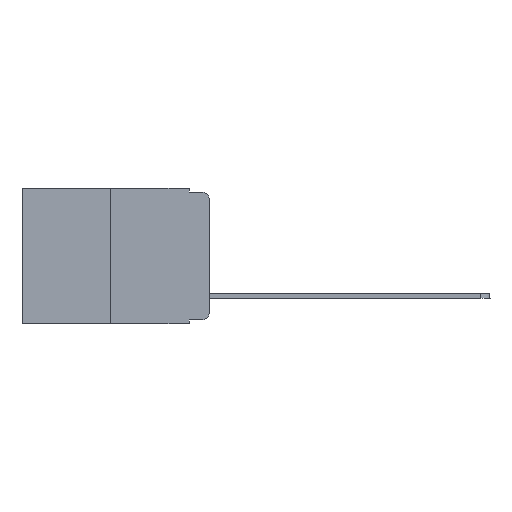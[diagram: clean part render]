
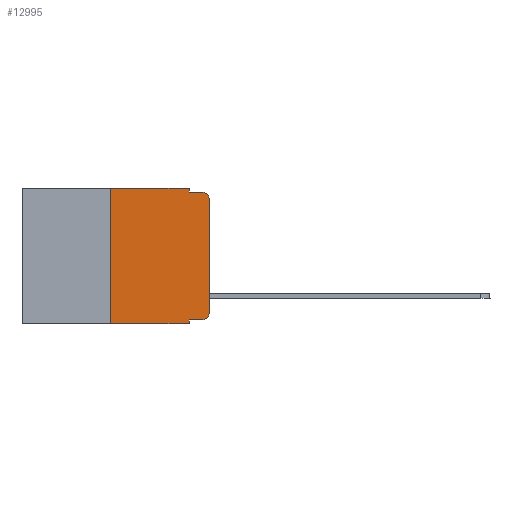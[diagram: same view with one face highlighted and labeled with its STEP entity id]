
A CAD part, left-side view. The second image highlights one B-rep face of the part: STEP entity #12995.
In plain terms, the highlighted planar face has unit normal (-1, 0, 0).
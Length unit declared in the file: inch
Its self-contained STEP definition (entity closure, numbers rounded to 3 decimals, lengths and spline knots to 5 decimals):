
#1052 = DIRECTION ( 'NONE',  ( 0., 0., -1. ) ) ;
#1186 = CIRCLE ( 'NONE', #8844, 0.02 ) ;
#1204 = DIRECTION ( 'NONE',  ( 0., 0., -1. ) ) ;
#1485 = ORIENTED_EDGE ( 'NONE', *, *, #13822, .T. ) ;
#1590 = VECTOR ( 'NONE', #5942, 39.37008 ) ;
#1663 = LINE ( 'NONE', #9556, #15870 ) ;
#1825 = ORIENTED_EDGE ( 'NONE', *, *, #3573, .T. ) ;
#2874 = DIRECTION ( 'NONE',  ( -1., 0., 0. ) ) ;
#3084 = LINE ( 'NONE', #15830, #21783 ) ;
#3573 = EDGE_CURVE ( 'NONE', #8621, #21115, #8364, .T. ) ;
#4240 = ORIENTED_EDGE ( 'NONE', *, *, #6049, .F. ) ;
#4550 = EDGE_CURVE ( 'NONE', #16488, #13493, #1663, .T. ) ;
#4695 = EDGE_CURVE ( 'NONE', #19076, #23444, #3084, .T. ) ;
#4787 = LINE ( 'NONE', #11935, #10750 ) ;
#5656 = ORIENTED_EDGE ( 'NONE', *, *, #5671, .F. ) ;
#5671 = EDGE_CURVE ( 'NONE', #18775, #8585, #6702, .T. ) ;
#5942 = DIRECTION ( 'NONE',  ( 0., -1., 0. ) ) ;
#6049 = EDGE_CURVE ( 'NONE', #23444, #18775, #9516, .T. ) ;
#6702 = LINE ( 'NONE', #7419, #1590 ) ;
#6774 = CARTESIAN_POINT ( 'NONE',  ( 0., 0.051, 0. ) ) ;
#6817 = CIRCLE ( 'NONE', #17704, 0.02 ) ;
#6828 = CARTESIAN_POINT ( 'NONE',  ( 0., 0., 0. ) ) ;
#7097 = CARTESIAN_POINT ( 'NONE',  ( 0., 0., -0.03 ) ) ;
#7419 = CARTESIAN_POINT ( 'NONE',  ( 0., 0.051, -0.01 ) ) ;
#7461 = DIRECTION ( 'NONE',  ( 0., 0., -1. ) ) ;
#7607 = ORIENTED_EDGE ( 'NONE', *, *, #21794, .T. ) ;
#8139 = LINE ( 'NONE', #18786, #10713 ) ;
#8364 = LINE ( 'NONE', #6828, #18573 ) ;
#8438 = CARTESIAN_POINT ( 'NONE',  ( 0., 0.051, -0.343 ) ) ;
#8585 = VERTEX_POINT ( 'NONE', #21609 ) ;
#8601 = VECTOR ( 'NONE', #17727, 39.37008 ) ;
#8608 = EDGE_CURVE ( 'NONE', #13493, #8621, #6817, .T. ) ;
#8621 = VERTEX_POINT ( 'NONE', #11914 ) ;
#8844 = AXIS2_PLACEMENT_3D ( 'NONE', #15758, #11778, #1204 ) ;
#9301 = CARTESIAN_POINT ( 'NONE',  ( 0., 0.051, -0.333 ) ) ;
#9322 = CARTESIAN_POINT ( 'NONE',  ( 0., 0.02, -0.333 ) ) ;
#9516 = LINE ( 'NONE', #6774, #13209 ) ;
#9556 = CARTESIAN_POINT ( 'NONE',  ( 0., 0.051, -0.333 ) ) ;
#10293 = ORIENTED_EDGE ( 'NONE', *, *, #4695, .F. ) ;
#10713 = VECTOR ( 'NONE', #16971, 39.37008 ) ;
#10750 = VECTOR ( 'NONE', #1052, 39.37008 ) ;
#11522 = ORIENTED_EDGE ( 'NONE', *, *, #22401, .F. ) ;
#11778 = DIRECTION ( 'NONE',  ( -1., 0., 0. ) ) ;
#11848 = DIRECTION ( 'NONE',  ( 0., -1., 0. ) ) ;
#11914 = CARTESIAN_POINT ( 'NONE',  ( 0., 0., -0.313 ) ) ;
#11935 = CARTESIAN_POINT ( 'NONE',  ( 0., 0.051, 0. ) ) ;
#12223 = AXIS2_PLACEMENT_3D ( 'NONE', #14782, #18169, #7461 ) ;
#12346 = DIRECTION ( 'NONE',  ( 0., 0., -1. ) ) ;
#12839 = ORIENTED_EDGE ( 'NONE', *, *, #8608, .T. ) ;
#12995 = ADVANCED_FACE ( 'NONE', ( #13769 ), #18244, .F. ) ;
#13049 = ORIENTED_EDGE ( 'NONE', *, *, #4550, .T. ) ;
#13073 = CARTESIAN_POINT ( 'NONE',  ( 0., 0.051, -0.01 ) ) ;
#13209 = VECTOR ( 'NONE', #12346, 39.37008 ) ;
#13493 = VERTEX_POINT ( 'NONE', #9322 ) ;
#13732 = ORIENTED_EDGE ( 'NONE', *, *, #17536, .F. ) ;
#13769 = FACE_OUTER_BOUND ( 'NONE', #21324, .T. ) ;
#13822 = EDGE_CURVE ( 'NONE', #16537, #14385, #22465, .T. ) ;
#14385 = VERTEX_POINT ( 'NONE', #8438 ) ;
#14782 = CARTESIAN_POINT ( 'NONE',  ( 0., 0.473, 0. ) ) ;
#15041 = DIRECTION ( 'NONE',  ( 0., -1., 0. ) ) ;
#15758 = CARTESIAN_POINT ( 'NONE',  ( 0., 0.02, -0.03 ) ) ;
#15830 = CARTESIAN_POINT ( 'NONE',  ( 0., 0.473, 0. ) ) ;
#15870 = VECTOR ( 'NONE', #15041, 39.37008 ) ;
#15992 = DIRECTION ( 'NONE',  ( 0., 0., 1. ) ) ;
#16169 = CARTESIAN_POINT ( 'NONE',  ( 0., 0.473, -0.343 ) ) ;
#16488 = VERTEX_POINT ( 'NONE', #9301 ) ;
#16537 = VERTEX_POINT ( 'NONE', #19827 ) ;
#16971 = DIRECTION ( 'NONE',  ( 0., 0., 1. ) ) ;
#17380 = DIRECTION ( 'NONE',  ( 0., 0., -1. ) ) ;
#17536 = EDGE_CURVE ( 'NONE', #16488, #14385, #4787, .T. ) ;
#17704 = AXIS2_PLACEMENT_3D ( 'NONE', #19344, #2874, #17380 ) ;
#17727 = DIRECTION ( 'NONE',  ( 0., -1., 0. ) ) ;
#18169 = DIRECTION ( 'NONE',  ( 1., 0., 0. ) ) ;
#18244 = PLANE ( 'NONE',  #12223 ) ;
#18573 = VECTOR ( 'NONE', #15992, 39.37008 ) ;
#18775 = VERTEX_POINT ( 'NONE', #13073 ) ;
#18786 = CARTESIAN_POINT ( 'NONE',  ( 0., 0.25, 0. ) ) ;
#19076 = VERTEX_POINT ( 'NONE', #23028 ) ;
#19344 = CARTESIAN_POINT ( 'NONE',  ( 0., 0.02, -0.313 ) ) ;
#19827 = CARTESIAN_POINT ( 'NONE',  ( 0., 0.25, -0.343 ) ) ;
#20481 = CARTESIAN_POINT ( 'NONE',  ( 0., 0.051, 0. ) ) ;
#21115 = VERTEX_POINT ( 'NONE', #7097 ) ;
#21324 = EDGE_LOOP ( 'NONE', ( #1825, #7607, #5656, #4240, #10293, #11522, #1485, #13732, #13049, #12839 ) ) ;
#21609 = CARTESIAN_POINT ( 'NONE',  ( 0., 0.02, -0.01 ) ) ;
#21783 = VECTOR ( 'NONE', #11848, 39.37008 ) ;
#21794 = EDGE_CURVE ( 'NONE', #21115, #8585, #1186, .T. ) ;
#22401 = EDGE_CURVE ( 'NONE', #16537, #19076, #8139, .T. ) ;
#22465 = LINE ( 'NONE', #16169, #8601 ) ;
#23028 = CARTESIAN_POINT ( 'NONE',  ( 0., 0.25, 0. ) ) ;
#23444 = VERTEX_POINT ( 'NONE', #20481 ) ;
